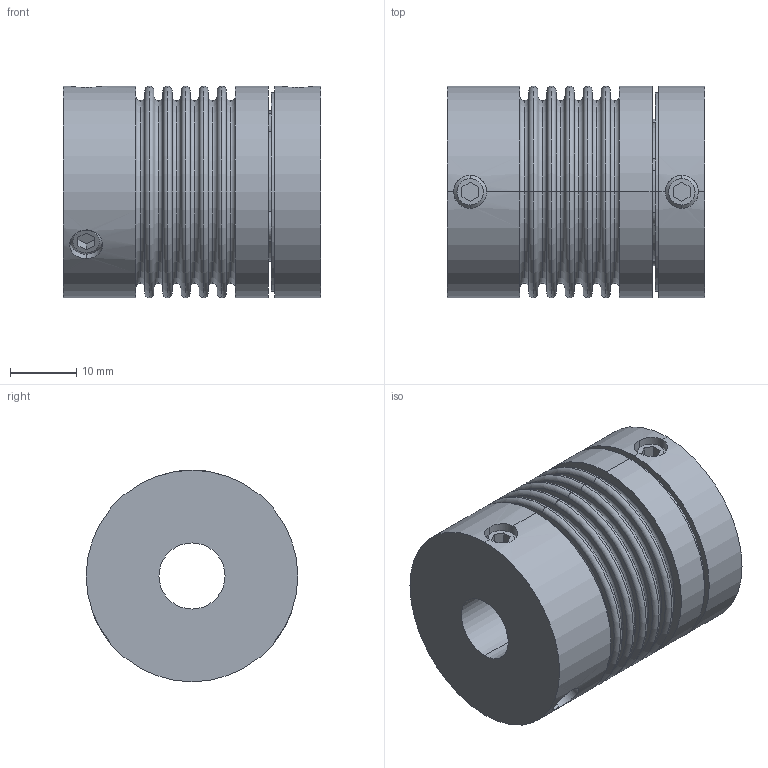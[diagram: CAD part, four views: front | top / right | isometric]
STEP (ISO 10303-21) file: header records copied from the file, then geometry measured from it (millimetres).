
FILE_DESCRIPTION(('STEP AP214'),'1');
FILE_NAME('cctmp_B46068D4-DD3B-4A41-8AC5-4298B5534AB1_2023_06_08_13_25_05_0416..stp','2023-06-08T11:25:05',('R+W Antriebselemente GmbH'),('CADClick - www.CADClick.com'),'Spatial InterOp 3D',' ','unknown authorization');
FILE_SCHEMA(('AUTOMOTIVE_DESIGN'));
Length unit declared in the file: millimetre
Products named in the file (3): cc_unnamed; MK4/45/39/10/10_1; MK4/45/39/10/10
Assembly tree (2 placements, depth 2):
  cc_unnamed
    MK4/45/39/10/10_1
    MK4/45/39/10/10
Bounding box: 39 x 32 x 32 mm (x, y, z)
Volume: 20376.2 mm3; surface area: 12180.2 mm2
Topology: 4 solids, 4 shells, 188 faces, 427 edges, 271 vertices
Faces by surface type: plane 73, torus 44, cone 40, cylinder 26, bspline 5
Entity records: 7531 total; most frequent: CARTESIAN_POINT 1575, DIRECTION 988, ORIENTED_EDGE 854, EDGE_CURVE 427, AXIS2_PLACEMENT_3D 411, VERTEX_POINT 271, CIRCLE 225, EDGE_LOOP 216
